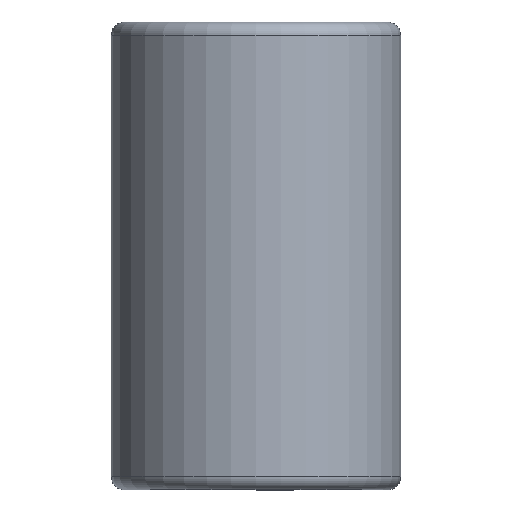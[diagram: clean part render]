
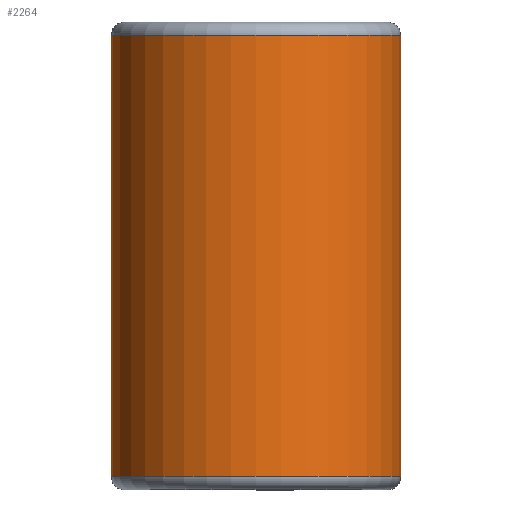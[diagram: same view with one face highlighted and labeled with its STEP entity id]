
A CAD part, top view. The second image highlights one B-rep face of the part: STEP entity #2264.
In plain terms, the highlighted cylindrical face has radius 8.357 mm (diameter 16.713 mm), a partial arc.
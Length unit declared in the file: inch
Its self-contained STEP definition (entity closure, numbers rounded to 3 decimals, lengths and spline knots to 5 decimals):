
#1 = DIRECTION ( 'NONE',  ( 0., -1., 0. ) ) ;
#22 = EDGE_CURVE ( 'NONE', #653, #1262, #327, .T. ) ;
#42 = EDGE_CURVE ( 'NONE', #653, #2469, #820, .T. ) ;
#45 = EDGE_CURVE ( 'NONE', #2469, #1233, #354, .T. ) ;
#49 = EDGE_LOOP ( 'NONE', ( #2408, #2085, #1965, #516 ) ) ;
#78 = FACE_OUTER_BOUND ( 'NONE', #49, .T. ) ;
#123 = DIRECTION ( 'NONE',  ( 0., 0., -1. ) ) ;
#131 = EDGE_CURVE ( 'NONE', #1262, #1233, #1156, .T. ) ;
#133 = CARTESIAN_POINT ( 'NONE',  ( 0., -0.50125, -0.329 ) ) ;
#169 = DIRECTION ( 'NONE',  ( 0., 0., -1. ) ) ;
#306 = CARTESIAN_POINT ( 'NONE',  ( 0.329, 0.50125, 0. ) ) ;
#327 = CIRCLE ( 'NONE', #2449, 0.329 ) ;
#354 = CIRCLE ( 'NONE', #1846, 0.329 ) ;
#379 = DIRECTION ( 'NONE',  ( 0., 0., -1. ) ) ;
#506 = CARTESIAN_POINT ( 'NONE',  ( 0., 0.50125, -0.329 ) ) ;
#516 = ORIENTED_EDGE ( 'NONE', *, *, #22, .F. ) ;
#517 = DIRECTION ( 'NONE',  ( 0., 1., 0. ) ) ;
#624 = VECTOR ( 'NONE', #517, 39.37008 ) ;
#653 = VERTEX_POINT ( 'NONE', #1347 ) ;
#720 = CYLINDRICAL_SURFACE ( 'NONE', #1495, 0.329 ) ;
#820 = LINE ( 'NONE', #306, #2327 ) ;
#1156 = LINE ( 'NONE', #506, #624 ) ;
#1169 = DIRECTION ( 'NONE',  ( 0., -1., 0. ) ) ;
#1233 = VERTEX_POINT ( 'NONE', #2451 ) ;
#1262 = VERTEX_POINT ( 'NONE', #133 ) ;
#1347 = CARTESIAN_POINT ( 'NONE',  ( 0.329, -0.50125, 0. ) ) ;
#1466 = DIRECTION ( 'NONE',  ( 0., -1., 0. ) ) ;
#1495 = AXIS2_PLACEMENT_3D ( 'NONE', #1665, #1466, #379 ) ;
#1530 = CARTESIAN_POINT ( 'NONE',  ( 0.329, 0.50125, 0. ) ) ;
#1597 = DIRECTION ( 'NONE',  ( 0., 1., 0. ) ) ;
#1665 = CARTESIAN_POINT ( 'NONE',  ( 0., 0.5, 0. ) ) ;
#1846 = AXIS2_PLACEMENT_3D ( 'NONE', #1988, #1, #169 ) ;
#1965 = ORIENTED_EDGE ( 'NONE', *, *, #131, .F. ) ;
#1988 = CARTESIAN_POINT ( 'NONE',  ( 0., 0.50125, 0. ) ) ;
#2085 = ORIENTED_EDGE ( 'NONE', *, *, #45, .T. ) ;
#2264 = ADVANCED_FACE ( 'NONE', ( #78 ), #720, .T. ) ;
#2327 = VECTOR ( 'NONE', #1597, 39.37008 ) ;
#2395 = CARTESIAN_POINT ( 'NONE',  ( 0., -0.50125, 0. ) ) ;
#2408 = ORIENTED_EDGE ( 'NONE', *, *, #42, .T. ) ;
#2449 = AXIS2_PLACEMENT_3D ( 'NONE', #2395, #1169, #123 ) ;
#2451 = CARTESIAN_POINT ( 'NONE',  ( 0., 0.50125, -0.329 ) ) ;
#2469 = VERTEX_POINT ( 'NONE', #1530 ) ;
